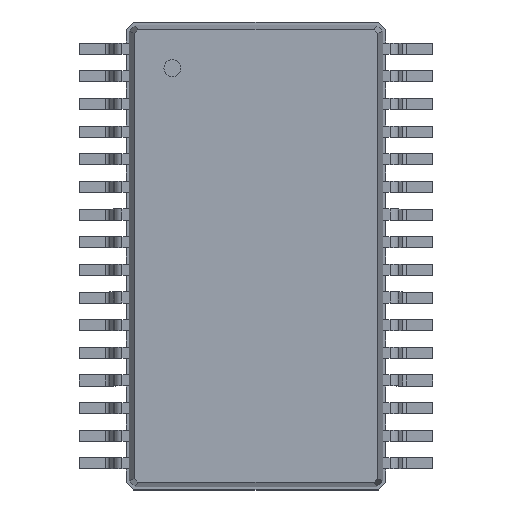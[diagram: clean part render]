
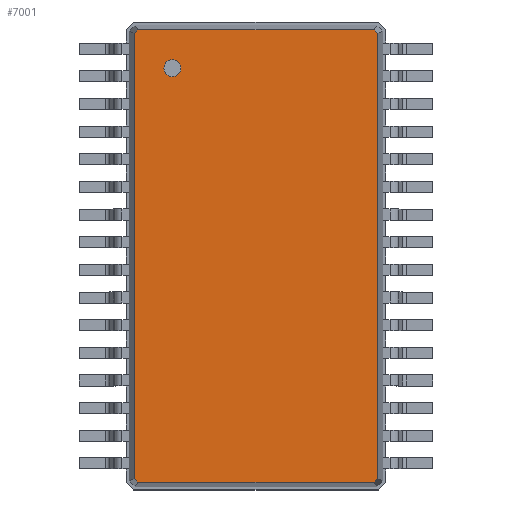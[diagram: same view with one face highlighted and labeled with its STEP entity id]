
A CAD part, top view. The second image highlights one B-rep face of the part: STEP entity #7001.
In plain terms, the highlighted planar face has unit normal (0, 0, 1).
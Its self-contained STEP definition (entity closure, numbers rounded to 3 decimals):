
#13=DIRECTION('',(0.,0.,1.));
#27=VECTOR('',#28,1.);
#28=DIRECTION('',(1.,0.,0.));
#52=VECTOR('',#53,1.);
#53=DIRECTION('',(0.707,0.707,0.));
#59=VECTOR('',#60,1.);
#60=DIRECTION('',(0.,1.,0.));
#66=VECTOR('',#67,1.);
#67=DIRECTION('',(-0.707,0.707,0.));
#73=VECTOR('',#74,1.);
#74=DIRECTION('',(-1.,0.,0.));
#80=VECTOR('',#81,1.);
#81=DIRECTION('',(-0.707,-0.707,0.));
#87=VECTOR('',#88,1.);
#88=DIRECTION('',(0.,-1.,0.));
#92=VECTOR('',#93,1.);
#93=DIRECTION('',(0.707,-0.707,0.));
#2110=VERTEX_POINT('',#2111);
#2111=CARTESIAN_POINT('',(-2.864,5.232,1.6));
#2113=ORIENTED_EDGE('',*,*,#2114,.F.);
#2114=EDGE_CURVE('',#2115,#2110,#2117,.T.);
#2115=VERTEX_POINT('',#2116);
#2116=CARTESIAN_POINT('',(-2.864,-5.232,1.6));
#2117=LINE('',#2116,#59);
#2128=VERTEX_POINT('',#2129);
#2129=CARTESIAN_POINT('',(-2.782,5.314,1.6));
#2131=ORIENTED_EDGE('',*,*,#2132,.F.);
#2132=EDGE_CURVE('',#2110,#2128,#2133,.T.);
#2133=LINE('',#2111,#52);
#2142=VERTEX_POINT('',#2143);
#2143=CARTESIAN_POINT('',(2.782,5.314,1.6));
#2145=ORIENTED_EDGE('',*,*,#2146,.F.);
#2146=EDGE_CURVE('',#2128,#2142,#2147,.T.);
#2147=LINE('',#2129,#27);
#2156=VERTEX_POINT('',#2157);
#2157=CARTESIAN_POINT('',(2.864,5.232,1.6));
#2159=ORIENTED_EDGE('',*,*,#2160,.F.);
#2160=EDGE_CURVE('',#2142,#2156,#2161,.T.);
#2161=LINE('',#2143,#92);
#2298=VERTEX_POINT('',#2299);
#2299=CARTESIAN_POINT('',(2.864,-5.232,1.6));
#2301=ORIENTED_EDGE('',*,*,#2302,.F.);
#2302=EDGE_CURVE('',#2156,#2298,#2303,.T.);
#2303=LINE('',#2157,#87);
#7001=ADVANCED_FACE('',(#7002,#7017),#7027,.T.);
#7002=FACE_BOUND('',#7003,.T.);
#7003=EDGE_LOOP('',(#2145,#2131,#2113,#7004,#7009,#7014,#2301,#2159));
#7004=ORIENTED_EDGE('',*,*,#7005,.F.);
#7005=EDGE_CURVE('',#7006,#2115,#7008,.T.);
#7006=VERTEX_POINT('',#7007);
#7007=CARTESIAN_POINT('',(-2.782,-5.314,1.6));
#7008=LINE('',#7007,#66);
#7009=ORIENTED_EDGE('',*,*,#7010,.F.);
#7010=EDGE_CURVE('',#7011,#7006,#7013,.T.);
#7011=VERTEX_POINT('',#7012);
#7012=CARTESIAN_POINT('',(2.782,-5.314,1.6));
#7013=LINE('',#7012,#73);
#7014=ORIENTED_EDGE('',*,*,#7015,.F.);
#7015=EDGE_CURVE('',#2298,#7011,#7016,.T.);
#7016=LINE('',#2299,#80);
#7017=FACE_BOUND('',#7018,.T.);
#7018=EDGE_LOOP('',(#7019));
#7019=ORIENTED_EDGE('',*,*,#7020,.T.);
#7020=EDGE_CURVE('',#7021,#7021,#7023,.T.);
#7021=VERTEX_POINT('',#7022);
#7022=CARTESIAN_POINT('',(-1.964,4.214,1.6));
#7023=CIRCLE('',#7024,0.2);
#7024=AXIS2_PLACEMENT_3D('',#7025,#7026,#88);
#7025=CARTESIAN_POINT('',(-1.964,4.414,1.6));
#7026=DIRECTION('',(0.,-0.,-1.));
#7027=PLANE('',#7028);
#7028=AXIS2_PLACEMENT_3D('',#2129,#13,#7029);
#7029=DIRECTION('',(0.464,-0.886,0.));
